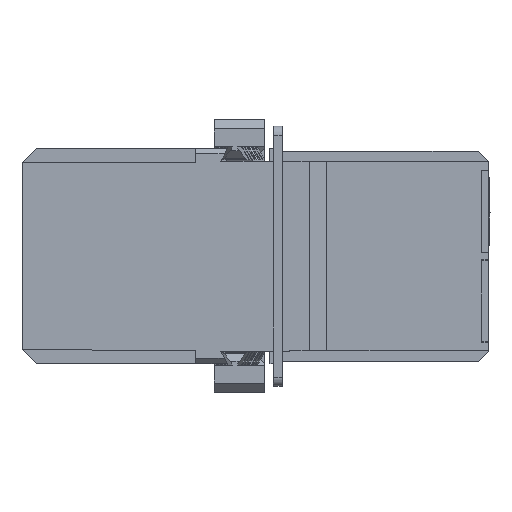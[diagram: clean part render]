
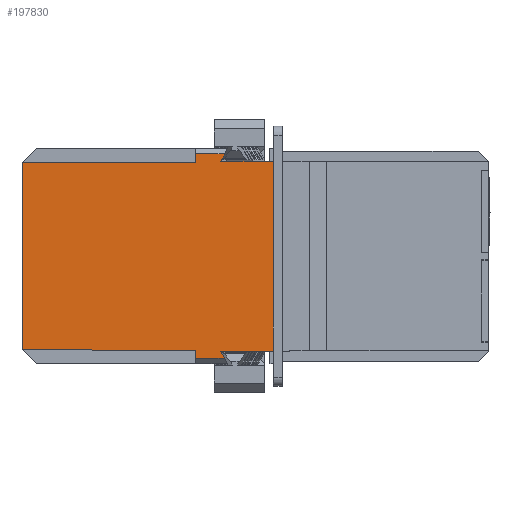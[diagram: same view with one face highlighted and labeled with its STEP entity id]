
A CAD part, front view. The second image highlights one B-rep face of the part: STEP entity #197830.
In plain terms, the highlighted face is planar.
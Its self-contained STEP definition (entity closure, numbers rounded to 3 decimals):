
#196800=CARTESIAN_POINT('',(71.327,9.742,
-3.2));
#196810=DIRECTION('',(0.008,1.,
0.));
#196820=DIRECTION('',(1.,-0.008,
0.));
#196830=AXIS2_PLACEMENT_3D('',#196800,#196810,#196820);
#196840=PLANE('',#196830);
#196850=CARTESIAN_POINT('',(15.228,10.211,
76.8));
#196860=DIRECTION('',(0.,0.,-1.));
#196870=VECTOR('',#196860,1.);
#196880=LINE('',#196850,#196870);
#196890=CARTESIAN_POINT('',(15.228,10.211,
16.934));
#196900=VERTEX_POINT('',#196890);
#196910=CARTESIAN_POINT('',(15.228,10.211,
-25.384));
#196920=VERTEX_POINT('',#196910);
#196930=EDGE_CURVE('',#196900,#196920,#196880,.T.);
#196940=ORIENTED_EDGE('',*,*,#196930,.F.);
#196950=CARTESIAN_POINT('',(-13.899,10.454,
-25.333));
#196960=DIRECTION('',(-1.,0.008,
0.002));
#196970=VECTOR('',#196960,1.);
#196980=LINE('',#196950,#196970);
#196990=CARTESIAN_POINT('',(26.989,10.112,
-25.404));
#197000=VERTEX_POINT('',#196990);
#197010=EDGE_CURVE('',#197000,#196920,#196980,.T.);
#197020=ORIENTED_EDGE('',*,*,#197010,.T.);
#197030=CARTESIAN_POINT('',(87.206,9.61,
76.8));
#197040=DIRECTION('',(0.508,-0.004,
0.862));
#197050=VECTOR('',#197040,1.);
#197060=LINE('',#197030,#197050);
#197070=CARTESIAN_POINT('',(26.02,10.12,
-27.05));
#197080=VERTEX_POINT('',#197070);
#197090=EDGE_CURVE('',#197080,#197000,#197060,.T.);
#197100=ORIENTED_EDGE('',*,*,#197090,.T.);
#197110=CARTESIAN_POINT('',(28.92,10.096,
-27.05));
#197120=DIRECTION('',(-1.,0.008,
0.));
#197130=VECTOR('',#197120,1.);
#197140=LINE('',#197110,#197130);
#197150=CARTESIAN_POINT('',(32.528,10.066,
-27.05));
#197160=VERTEX_POINT('',#197150);
#197170=EDGE_CURVE('',#197160,#197080,#197140,.T.);
#197180=ORIENTED_EDGE('',*,*,#197170,.T.);
#197190=CARTESIAN_POINT('',(32.528,10.066,
76.8));
#197200=DIRECTION('',(0.,0.,1.));
#197210=VECTOR('',#197200,1.);
#197220=LINE('',#197190,#197210);
#197230=CARTESIAN_POINT('',(32.528,10.066,
-25.235));
#197240=VERTEX_POINT('',#197230);
#197250=EDGE_CURVE('',#197160,#197240,#197220,.T.);
#197260=ORIENTED_EDGE('',*,*,#197250,.F.);
#197270=CARTESIAN_POINT('',(-13.899,10.454,
-25.398));
#197280=DIRECTION('',(-1.,0.008,
-0.003));
#197290=VECTOR('',#197280,1.);
#197300=LINE('',#197270,#197290);
#197310=CARTESIAN_POINT('',(71.327,9.742,
-25.1));
#197320=VERTEX_POINT('',#197310);
#197330=EDGE_CURVE('',#197320,#197240,#197300,.T.);
#197340=ORIENTED_EDGE('',*,*,#197330,.T.);
#197350=CARTESIAN_POINT('',(71.327,9.742,
15.25));
#197360=DIRECTION('',(0.,0.,1.));
#197370=VECTOR('',#197360,1.);
#197380=LINE('',#197350,#197370);
#197390=CARTESIAN_POINT('',(71.327,9.742,
16.65));
#197400=VERTEX_POINT('',#197390);
#197410=EDGE_CURVE('',#197320,#197400,#197380,.T.);
#197420=ORIENTED_EDGE('',*,*,#197410,.F.);
#197430=CARTESIAN_POINT('',(-13.899,10.454,
16.948));
#197440=DIRECTION('',(-1.,0.008,
0.003));
#197450=VECTOR('',#197440,1.);
#197460=LINE('',#197430,#197450);
#197470=CARTESIAN_POINT('',(32.528,10.066,
16.785));
#197480=VERTEX_POINT('',#197470);
#197490=EDGE_CURVE('',#197400,#197480,#197460,.T.);
#197500=ORIENTED_EDGE('',*,*,#197490,.F.);
#197510=CARTESIAN_POINT('',(32.528,10.066,
-3.2));
#197520=DIRECTION('',(0.,0.,-1.));
#197530=VECTOR('',#197520,1.);
#197540=LINE('',#197510,#197530);
#197550=CARTESIAN_POINT('',(32.528,10.066,
18.6));
#197560=VERTEX_POINT('',#197550);
#197570=EDGE_CURVE('',#197560,#197480,#197540,.T.);
#197580=ORIENTED_EDGE('',*,*,#197570,.T.);
#197590=CARTESIAN_POINT('',(28.92,10.096,
18.6));
#197600=DIRECTION('',(-1.,0.008,
0.));
#197610=VECTOR('',#197600,1.);
#197620=LINE('',#197590,#197610);
#197630=CARTESIAN_POINT('',(26.02,10.12,
18.6));
#197640=VERTEX_POINT('',#197630);
#197650=EDGE_CURVE('',#197560,#197640,#197620,.T.);
#197660=ORIENTED_EDGE('',*,*,#197650,.F.);
#197670=CARTESIAN_POINT('',(38.864,10.013,
-3.2));
#197680=DIRECTION('',(0.508,-0.004,
-0.862));
#197690=VECTOR('',#197680,1.);
#197700=LINE('',#197670,#197690);
#197710=CARTESIAN_POINT('',(26.989,10.112,
16.954));
#197720=VERTEX_POINT('',#197710);
#197730=EDGE_CURVE('',#197640,#197720,#197700,.T.);
#197740=ORIENTED_EDGE('',*,*,#197730,.F.);
#197750=CARTESIAN_POINT('',(-13.899,10.454,
16.883));
#197760=DIRECTION('',(-1.,0.008,
-0.002));
#197770=VECTOR('',#197760,1.);
#197780=LINE('',#197750,#197770);
#197790=EDGE_CURVE('',#197720,#196900,#197780,.T.);
#197800=ORIENTED_EDGE('',*,*,#197790,.F.);
#197810=EDGE_LOOP('',(#197800,#197740,#197660,#197580,#197500,#197420,
#197340,#197260,#197180,#197100,#197020,#196940));
#197820=FACE_OUTER_BOUND('',#197810,.T.);
#197830=ADVANCED_FACE('',(#197820),#196840,.T.);
